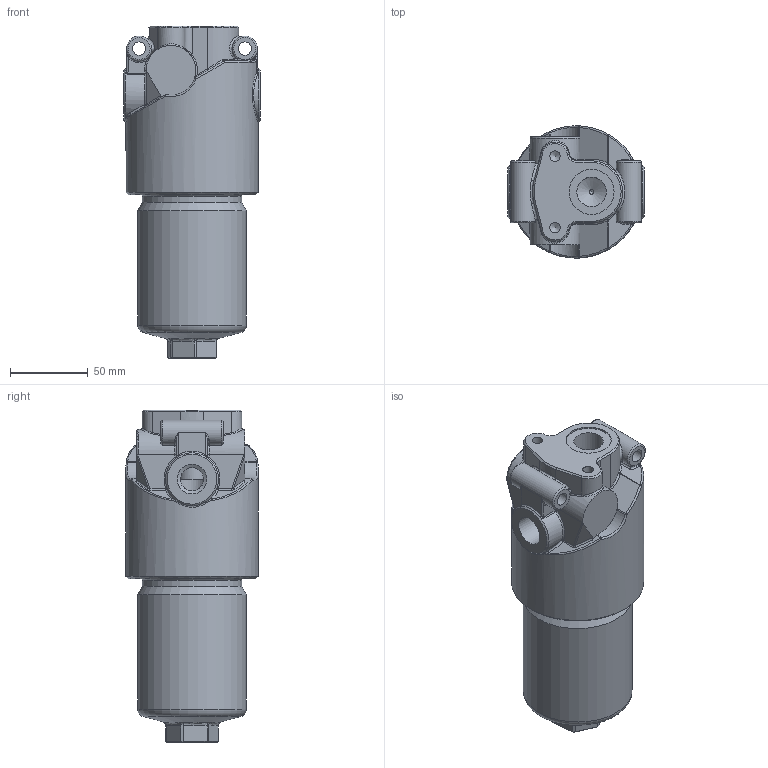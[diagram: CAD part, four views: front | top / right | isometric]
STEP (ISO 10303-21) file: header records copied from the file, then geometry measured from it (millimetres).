
FILE_DESCRIPTION(/* description */ ('Unknown'),/* implementation_level */ '2;1');
FILE_NAME(/* name */ 'OF.88085-001',/* time_stamp */ '2023-07-27T12:31:51+02:00',/* author */ ('Unknown'),/* organization */ ('Unknown'),/* preprocessor_version */ 'ST-DEVELOPER v18.102',/* originating_system */ 'Solid Edge',/* authorisation */ 'Unknown');
FILE_SCHEMA (('AUTOMOTIVE_DESIGN {1 0 10303 214 3 1 1}'));
Length unit declared in the file: millimetre
Products named in the file (3): 30-05-2023_hmm282; HMM28-01-G_0; HPM28-2-02
Assembly tree (2 placements, depth 2):
  30-05-2023_hmm282
    HMM28-01-G_0
    HPM28-2-02
Bounding box: 88 x 85 x 213.5 mm (x, y, z)
Volume: 606928.3 mm3; surface area: 121189.4 mm2
Topology: 2 solids, 2 shells, 299 faces, 695 edges, 400 vertices
Faces by surface type: cylinder 91, plane 73, bspline 53, cone 39, torus 28, sphere 15
Full cylindrical faces by diameter (mm): 3 x1, 6.8 x2, 8.5 x2, 11 x1, 12 x1, 14 x1, 14.5 x1, 15 x1, 16.1 x1, 18 x1, 19 x3, 25 x1, 29 x1, 30 x1, 50 x1, 56 x1, 57.7 x1, 64 x4, 66 x2, 70 x1, 85 x1
Entity records: 12106 total; most frequent: CARTESIAN_POINT 6145, ORIENTED_EDGE 1228, DIRECTION 1112, EDGE_CURVE 614, AXIS2_PLACEMENT_3D 480, VERTEX_POINT 388, FACE_BOUND 376, EDGE_LOOP 370
